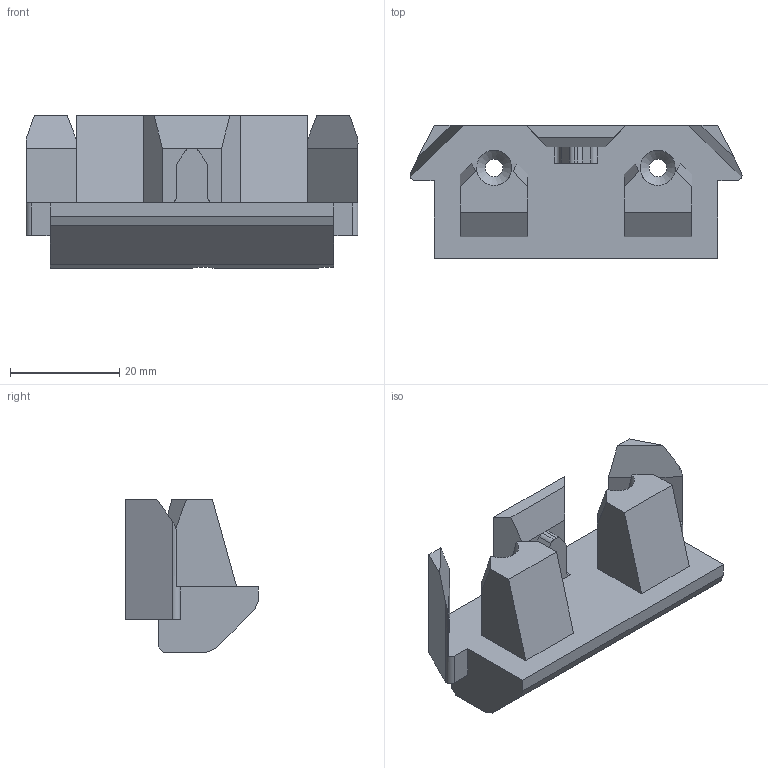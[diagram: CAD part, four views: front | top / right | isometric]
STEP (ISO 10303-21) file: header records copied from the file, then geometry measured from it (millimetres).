
FILE_DESCRIPTION(/* description */ (''),/* implementation_level */ '2;1');
FILE_NAME(/* name */ 'АДОР.427878.013 Центровочная деталь (Алюминий).stp',/* time_stamp */ '2019-07-18T09:08:27+03:00',/* author */ ('rishat'),/* organization */ (''),/* preprocessor_version */ 'ST-DEVELOPER v17',/* originating_system */ 'Autodesk Inventor 2019',/* authorisation */ '');
FILE_SCHEMA (('AUTOMOTIVE_DESIGN { 1 0 10303 214 3 1 1 }'));
Length unit declared in the file: millimetre
Products named in the file (1): Центровочная деталь 
(Алюминий)
Bounding box: 60.85 x 24.35 x 28 mm (x, y, z)
Volume: 16047.2 mm3; surface area: 7227.8 mm2
Topology: 1 solids, 1 shells, 100 faces, 274 edges, 176 vertices
Faces by surface type: plane 78, cylinder 18, cone 4
Full cylindrical faces by diameter (mm): 3.2 x2
Entity records: 3193 total; most frequent: CARTESIAN_POINT 551, ORIENTED_EDGE 548, DIRECTION 537, EDGE_CURVE 274, LINE 213, VECTOR 213, VERTEX_POINT 176, AXIS2_PLACEMENT_3D 162
